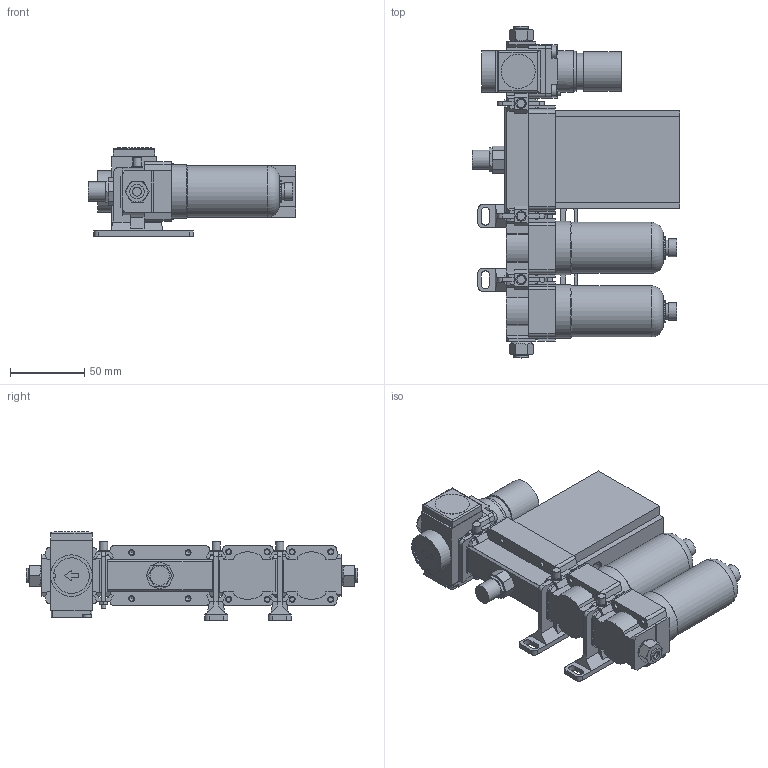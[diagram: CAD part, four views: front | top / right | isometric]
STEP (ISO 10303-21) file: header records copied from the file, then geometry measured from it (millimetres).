
FILE_DESCRIPTION(/* description */ (''),/* implementation_level */ '2;1');
FILE_NAME(/* name */ 'A-9768-4354-01-B_FORTiS REDUCED SIZE AIR FILTER.stp',/* time_stamp */ '2023-06-02T08:17:12+01:00',/* author */ (''),/* organization */ (''),/* preprocessor_version */ 'ST-DEVELOPER v16.7',/* originating_system */ 'SIEMENS PLM Software NX 1946',/* authorisation */ '');
FILE_SCHEMA (('AUTOMOTIVE_DESIGN { 1 0 10303 214 3 1 1 1 }'));
Length unit declared in the file: millimetre
Products named in the file (1): mb133708B513m6so
Bounding box: 140 x 223.54 x 59.5 mm (x, y, z)
Volume: 597964.4 mm3; surface area: 107733.9 mm2
Topology: 11 solids, 11 shells, 756 faces, 1868 edges, 1218 vertices
Faces by surface type: plane 543, cylinder 140, cone 51, torus 22
Full cylindrical faces by diameter (mm): 3 x1, 3.242 x12, 4.134 x2, 5.5 x3, 5.6 x1, 5.8 x1, 6 x2, 6.8 x2, 7 x3, 8 x4, 8.566 x1, 9.7 x2, 9.728 x1, 10.6 x2, 11.3 x2, 11.445 x8, 11.6 x3, 12 x2, 13 x1, 13.157 x2, 15 x2, 17.6 x6, 23 x1, 24.5 x1, 26.5 x1, 26.92 x1, 28 x2, 34.4 x2, 36 x2
Entity records: 26759 total; most frequent: CARTESIAN_POINT 3800, DIRECTION 3541, ORIENTED_EDGE 3420, EDGE_CURVE 1710, LINE 1323, VECTOR 1323, VERTEX_POINT 1199, AXIS2_PLACEMENT_3D 1109
